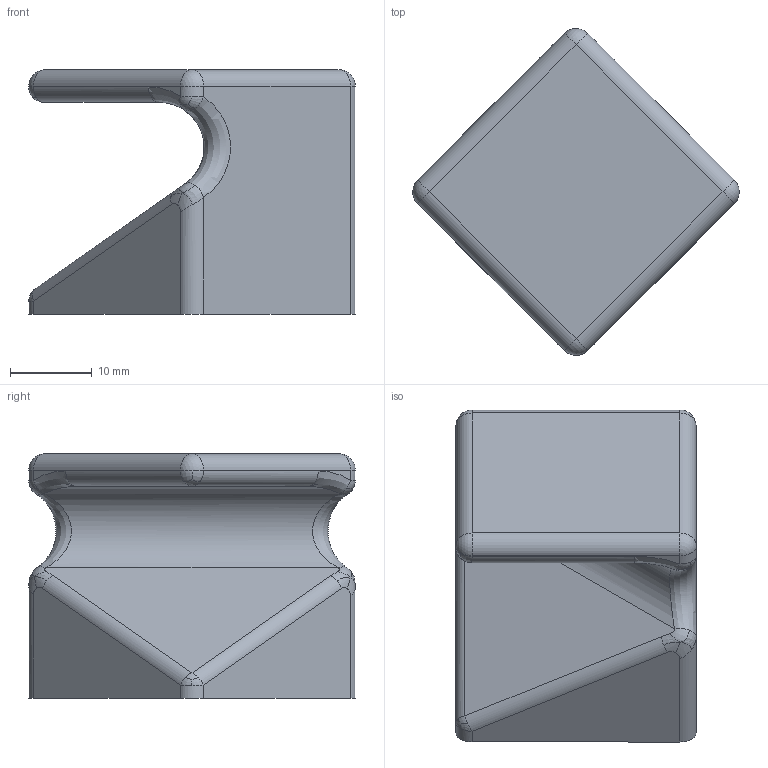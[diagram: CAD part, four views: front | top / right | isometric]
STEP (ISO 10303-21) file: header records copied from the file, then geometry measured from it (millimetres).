
FILE_DESCRIPTION(('Creo Elements/Direct Modeling STEP Export'),'2;1');
FILE_NAME('1425-40.stp','2017-09-05T 8:31:15',(''),(''),'Creo Elements/Direct Modeling STEP processor for AP214 (Solid Model)','Creo Elements/Direct Modeling 20.0 12-Nov-2016 (C) Parametric Technology GmbH','');
FILE_SCHEMA(('AUTOMOTIVE_DESIGN { 1 0 10303 214 1 1 1 1 }'));
Length unit declared in the file: millimetre
Products named in the file (1): ZN-4158
Bounding box: 40.05 x 40.06 x 30 mm (x, y, z)
Volume: 19304.1 mm3; surface area: 5379.8 mm2
Topology: 1 solids, 1 shells, 63 faces, 148 edges, 83 vertices
Faces by surface type: bspline 26, cylinder 20, plane 11, sphere 4, cone 2
Entity records: 4538 total; most frequent: CARTESIAN_POINT 3371, ORIENTED_EDGE 284, DIRECTION 154, EDGE_CURVE 142, VERTEX_POINT 83, EDGE_LOOP 65, FACE_OUTER_BOUND 63, ADVANCED_FACE 63
